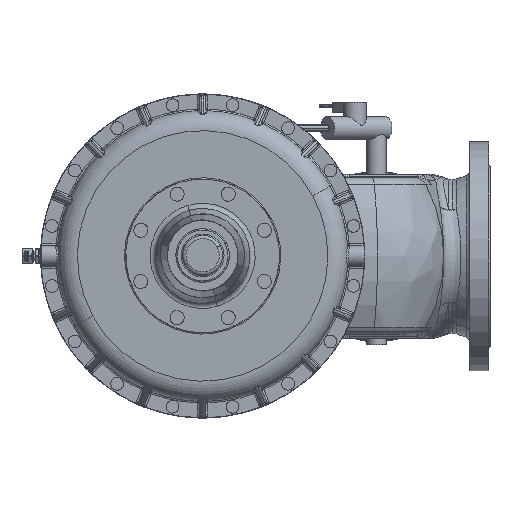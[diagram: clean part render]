
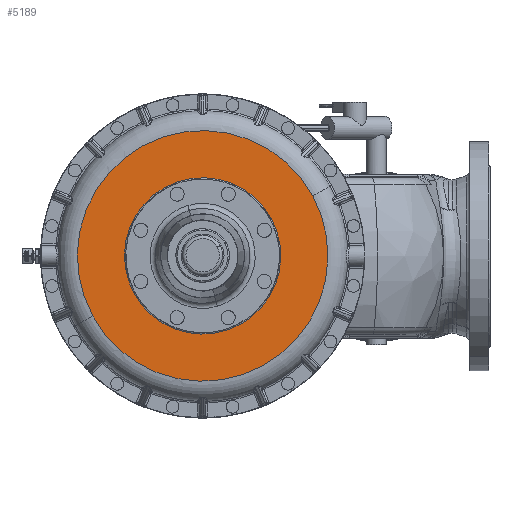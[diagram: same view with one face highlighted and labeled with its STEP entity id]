
A CAD part, top view. The second image highlights one B-rep face of the part: STEP entity #5189.
In plain terms, the highlighted planar face has unit normal (0, 0, 1).
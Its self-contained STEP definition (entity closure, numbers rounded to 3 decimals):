
#4929=CARTESIAN_POINT('Vertex',(-102.677,-56.093,436.5)) ;
#4936=CARTESIAN_POINT('Vertex',(102.677,56.093,436.5)) ;
#4939=CARTESIAN_POINT('Axis2P3D Location',(0.,0.,436.5)) ;
#4956=CARTESIAN_POINT('Axis2P3D Location',(0.,0.,436.5)) ;
#5162=CARTESIAN_POINT('Axis2P3D Location',(187.5,0.,436.5)) ;
#5167=CARTESIAN_POINT('Axis2P3D Location',(0.,0.,436.5)) ;
#5171=CARTESIAN_POINT('Vertex',(-164.547,-89.892,436.5)) ;
#5173=CARTESIAN_POINT('Vertex',(164.547,89.892,436.5)) ;
#5176=CARTESIAN_POINT('Axis2P3D Location',(0.,0.,436.5)) ;
#4940=DIRECTION('Axis2P3D Direction',(0.,-0.,1.)) ;
#4957=DIRECTION('Axis2P3D Direction',(0.,0.,1.)) ;
#5163=DIRECTION('Axis2P3D Direction',(0.,0.,1.)) ;
#5164=DIRECTION('Axis2P3D XDirection',(1.,0.,0.)) ;
#5168=DIRECTION('Axis2P3D Direction',(0.,0.,1.)) ;
#5177=DIRECTION('Axis2P3D Direction',(0.,0.,1.)) ;
#4941=AXIS2_PLACEMENT_3D('Circle Axis2P3D',#4939,#4940,$) ;
#4958=AXIS2_PLACEMENT_3D('Circle Axis2P3D',#4956,#4957,$) ;
#5165=AXIS2_PLACEMENT_3D('Plane Axis2P3D',#5162,#5163,#5164) ;
#5169=AXIS2_PLACEMENT_3D('Circle Axis2P3D',#5167,#5168,$) ;
#5178=AXIS2_PLACEMENT_3D('Circle Axis2P3D',#5176,#5177,$) ;
#5182=ORIENTED_EDGE('',*,*,#5175,.T.) ;
#5183=ORIENTED_EDGE('',*,*,#5180,.T.) ;
#5186=ORIENTED_EDGE('',*,*,#4960,.F.) ;
#5187=ORIENTED_EDGE('',*,*,#4943,.F.) ;
#5188=FACE_BOUND('',#5185,.T.) ;
#5189=ADVANCED_FACE('Brep With Voids',(#5184,#5188),#5166,.T.) ;
#4942=CIRCLE('generated circle',#4941,117.) ;
#4959=CIRCLE('generated circle',#4958,117.) ;
#5170=CIRCLE('generated circle',#5169,187.5) ;
#5179=CIRCLE('generated circle',#5178,187.5) ;
#4943=EDGE_CURVE('',#4937,#4930,#4942,.T.) ;
#4960=EDGE_CURVE('',#4930,#4937,#4959,.T.) ;
#5175=EDGE_CURVE('',#5172,#5174,#5170,.T.) ;
#5180=EDGE_CURVE('',#5174,#5172,#5179,.T.) ;
#5181=EDGE_LOOP('',(#5182,#5183)) ;
#5185=EDGE_LOOP('',(#5186,#5187)) ;
#5184=FACE_OUTER_BOUND('',#5181,.T.) ;
#5166=PLANE('',#5165) ;
#4930=VERTEX_POINT('',#4929) ;
#4937=VERTEX_POINT('',#4936) ;
#5172=VERTEX_POINT('',#5171) ;
#5174=VERTEX_POINT('',#5173) ;
